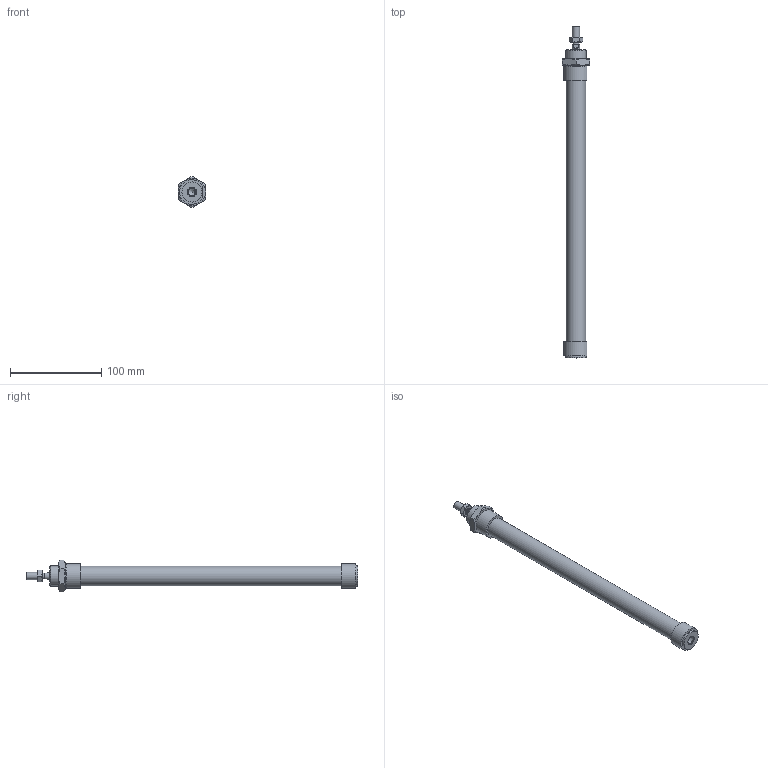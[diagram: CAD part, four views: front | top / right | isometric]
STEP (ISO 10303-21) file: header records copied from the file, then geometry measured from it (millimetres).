
FILE_DESCRIPTION((''),'2;1');
FILE_NAME('1281_20_0250.iam.stp','2009-06-04T09:39:25',(''),(''),'Autodesk Inventor 2010','Autodesk Inventor 2010','');
FILE_SCHEMA(('AUTOMOTIVE_DESIGN { 1 0 10303 214 1 1 1 1 }'));
Length unit declared in the file: millimetre
Products named in the file (5): 1281_20_0250; C1281_20_250; S1280_20_250; 1200_20_05; 1200_20_06
Assembly tree (4 placements, depth 2):
  1281_20_0250
    C1281_20_250
    S1280_20_250
    1200_20_05
    1200_20_06
Bounding box: 30 x 364.5 x 34.64 mm (x, y, z)
Volume: 129568.1 mm3; surface area: 42694 mm2
Topology: 4 solids, 4 shells, 86 faces, 185 edges, 112 vertices
Faces by surface type: plane 36, cone 26, bspline 15, cylinder 9
Full cylindrical faces by diameter (mm): 6.5 x1, 8 x3, 21.2 x1, 22 x2
Entity records: 2537 total; most frequent: CARTESIAN_POINT 698, DIRECTION 332, ORIENTED_EDGE 310, EDGE_CURVE 155, AXIS2_PLACEMENT_3D 148, EDGE_LOOP 120, VERTEX_POINT 103, STYLED_ITEM 90
